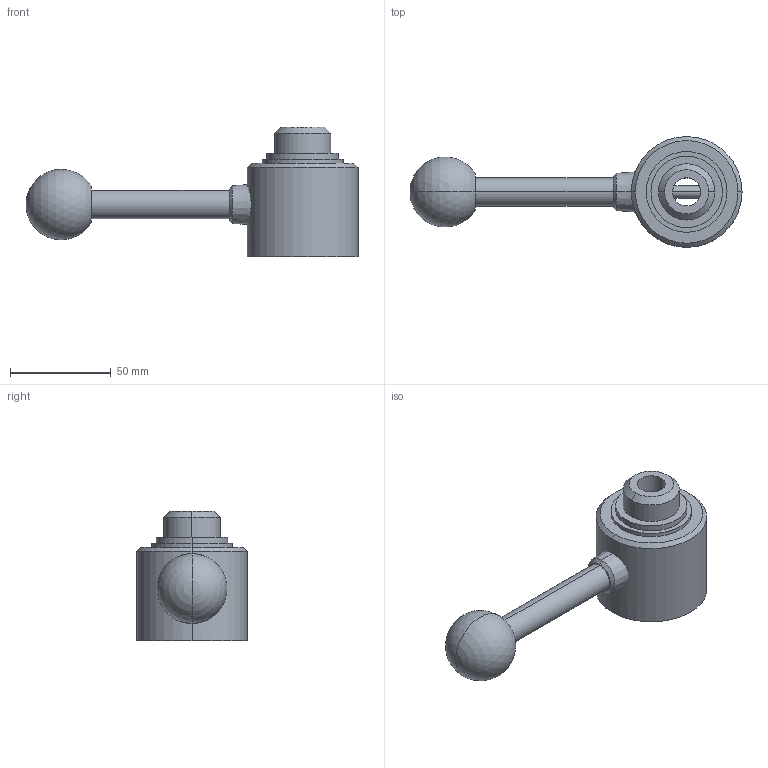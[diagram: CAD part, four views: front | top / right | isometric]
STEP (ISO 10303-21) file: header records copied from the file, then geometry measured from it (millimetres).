
FILE_DESCRIPTION(('STEP AP214'),'1');
FILE_NAME('HALDERN_EH_23260_0002.stp','2020-04-22T11:25:20',('TraceParts'),('TraceParts S.A.'),'Spatial InterOp 3D',' ',' ');
FILE_SCHEMA(('AUTOMOTIVE_DESIGN { 1 0 10303 214 1 1 1 1 }'));
Length unit declared in the file: millimetre
Products named in the file (1): HALDERN_EH_23260_0002
Bounding box: 165 x 55 x 64.5 mm (x, y, z)
Volume: 143892 mm3; surface area: 25111 mm2
Topology: 1 solids, 1 shells, 64 faces, 150 edges, 96 vertices
Faces by surface type: cylinder 28, cone 20, plane 14, sphere 2
Entity records: 2583 total; most frequent: CARTESIAN_POINT 510, DIRECTION 357, ORIENTED_EDGE 296, AXIS2_PLACEMENT_3D 153, EDGE_CURVE 148, VERTEX_POINT 96, CIRCLE 88, EDGE_LOOP 78
